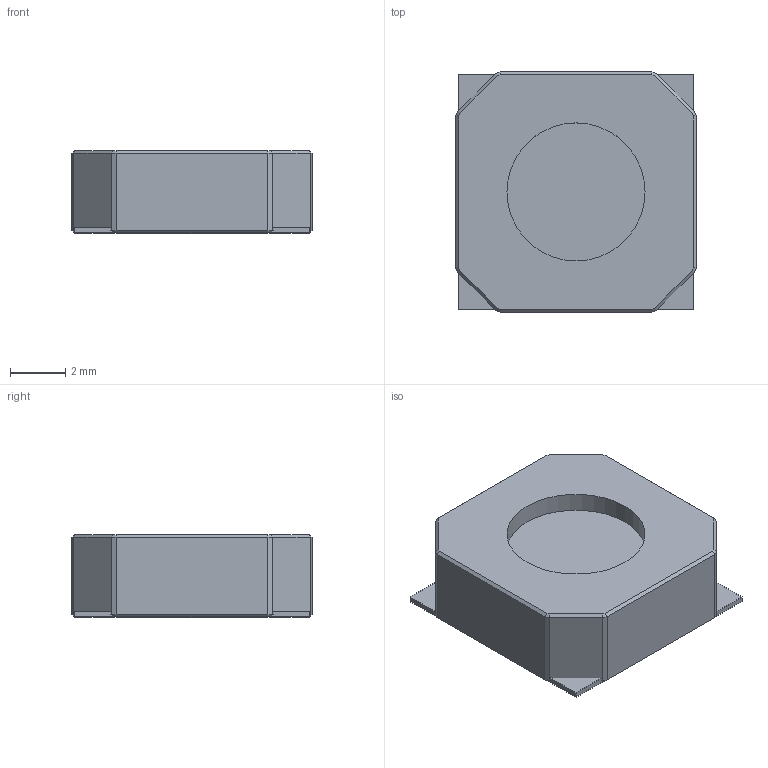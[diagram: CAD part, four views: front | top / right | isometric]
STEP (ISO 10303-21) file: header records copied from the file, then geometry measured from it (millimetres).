
FILE_DESCRIPTION(('Open CASCADE Model'),'2;1');
FILE_NAME('Open CASCADE Shape Model','2025-10-07T18:25:49',('Author'),('Open CASCADE'),'Open CASCADE STEP processor 7.7','Open CASCADE 7.7','Unknown');
FILE_SCHEMA(('AUTOMOTIVE_DESIGN { 1 0 10303 214 1 1 1 1 }'));
Length unit declared in the file: millimetre
Products named in the file (7): CSS-I4B20-SMT-TR; body; body_part; membran; membran_part; pads; pads_part
Assembly tree (6 placements, depth 3):
  CSS-I4B20-SMT-TR
    body
      body_part
    membran
      membran_part
    pads
      pads_part
Bounding box: 8.7 x 8.7 x 3 mm (x, y, z)
Volume: 215.8 mm3; surface area: 438.4 mm2
Topology: 3 solids, 3 shells, 61 faces, 130 edges, 76 vertices
Faces by surface type: plane 59, cylinder 2
Full cylindrical faces by diameter (mm): 5 x2
Entity records: 1317 total; most frequent: CARTESIAN_POINT 221, ORIENTED_EDGE 197, EDGE_CURVE 130, LINE 126, DIRECTION 91, VERTEX_POINT 76, FACE_BOUND 62, EDGE_LOOP 62
